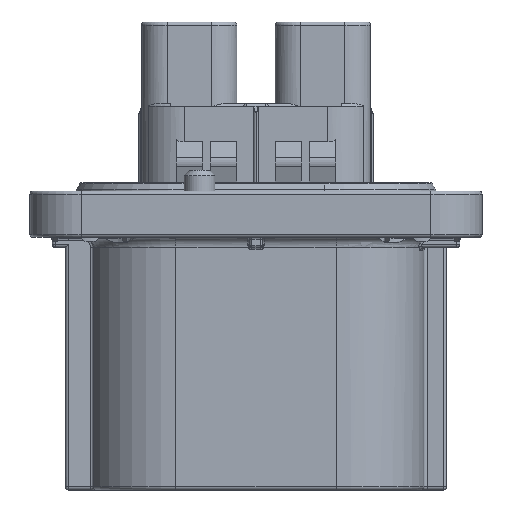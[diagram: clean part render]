
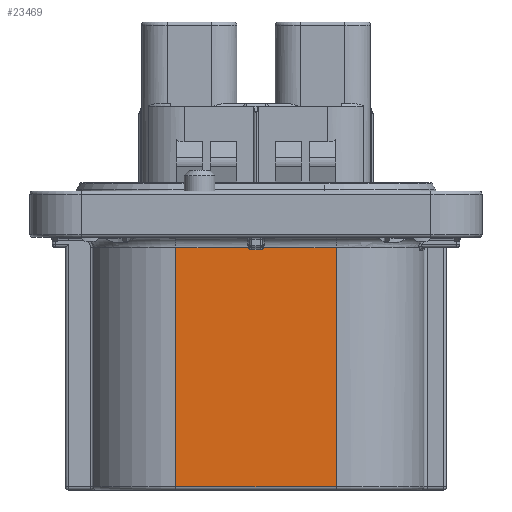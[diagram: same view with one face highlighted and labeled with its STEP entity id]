
A CAD part, front view. The second image highlights one B-rep face of the part: STEP entity #23469.
In plain terms, the highlighted planar face has unit normal (0, -1, 0).
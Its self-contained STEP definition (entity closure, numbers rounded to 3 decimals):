
#220 = ORIENTED_EDGE ( 'NONE', *, *, #82523, .F. ) ;
#1078 = DIRECTION ( 'NONE',  ( 0., 0., 1. ) ) ;
#4315 = ORIENTED_EDGE ( 'NONE', *, *, #57728, .T. ) ;
#6005 = CARTESIAN_POINT ( 'NONE',  ( 9.432, -19.811, 22.965 ) ) ;
#6863 = EDGE_CURVE ( 'NONE', #42171, #33620, #23867, .T. ) ;
#6966 = CARTESIAN_POINT ( 'NONE',  ( 9.432, -19.811, 46.265 ) ) ;
#8047 = VERTEX_POINT ( 'NONE', #58330 ) ;
#14859 = ORIENTED_EDGE ( 'NONE', *, *, #83442, .T. ) ;
#17576 = ORIENTED_EDGE ( 'NONE', *, *, #23163, .T. ) ;
#17904 = EDGE_CURVE ( 'NONE', #52343, #34869, #45180, .T. ) ;
#19479 = DIRECTION ( 'NONE',  ( -1., 0., 0. ) ) ;
#19508 = AXIS2_PLACEMENT_3D ( 'NONE', #61298, #82220, #19479 ) ;
#19765 = DIRECTION ( 'NONE',  ( 0., 1., 0. ) ) ;
#20596 = LINE ( 'NONE', #6966, #27330 ) ;
#23163 = EDGE_CURVE ( 'NONE', #8047, #23819, #86474, .T. ) ;
#23469 = ADVANCED_FACE ( 'NONE', ( #42042 ), #69764, .F. ) ;
#23819 = VERTEX_POINT ( 'NONE', #68762 ) ;
#23867 = LINE ( 'NONE', #44782, #88845 ) ;
#25287 = CIRCLE ( 'NONE', #19508, 0.4 ) ;
#27330 = VECTOR ( 'NONE', #41493, 1000. ) ;
#27949 = VECTOR ( 'NONE', #1078, 1000. ) ;
#30248 = DIRECTION ( 'NONE',  ( 0., 1., 0. ) ) ;
#33620 = VERTEX_POINT ( 'NONE', #64184 ) ;
#34869 = VERTEX_POINT ( 'NONE', #39211 ) ;
#38882 = VECTOR ( 'NONE', #70095, 1000. ) ;
#39211 = CARTESIAN_POINT ( 'NONE',  ( 25.032, -19.811, 22.965 ) ) ;
#41493 = DIRECTION ( 'NONE',  ( -1., 0., 0. ) ) ;
#42042 = FACE_OUTER_BOUND ( 'NONE', #78734, .T. ) ;
#42171 = VERTEX_POINT ( 'NONE', #82696 ) ;
#42372 = LINE ( 'NONE', #82875, #38882 ) ;
#42463 = VERTEX_POINT ( 'NONE', #70923 ) ;
#44326 = DIRECTION ( 'NONE',  ( -1., 0., 0. ) ) ;
#44782 = CARTESIAN_POINT ( 'NONE',  ( 17.832, -19.811, 46.265 ) ) ;
#45180 = LINE ( 'NONE', #58358, #63636 ) ;
#46176 = ORIENTED_EDGE ( 'NONE', *, *, #6863, .T. ) ;
#52343 = VERTEX_POINT ( 'NONE', #6005 ) ;
#52747 = ORIENTED_EDGE ( 'NONE', *, *, #73880, .T. ) ;
#56249 = CARTESIAN_POINT ( 'NONE',  ( 25.032, -19.811, 46.065 ) ) ;
#57556 = DIRECTION ( 'NONE',  ( -1., 0., 0. ) ) ;
#57728 = EDGE_CURVE ( 'NONE', #42463, #8047, #84865, .T. ) ;
#58330 = CARTESIAN_POINT ( 'NONE',  ( 16.832, -19.811, 46.065 ) ) ;
#58358 = CARTESIAN_POINT ( 'NONE',  ( 25.032, -19.811, 22.965 ) ) ;
#60223 = EDGE_CURVE ( 'NONE', #33620, #42463, #25287, .T. ) ;
#61298 = CARTESIAN_POINT ( 'NONE',  ( 17.632, -19.811, 46.465 ) ) ;
#63636 = VECTOR ( 'NONE', #73811, 1000. ) ;
#64184 = CARTESIAN_POINT ( 'NONE',  ( 17.978, -19.811, 46.265 ) ) ;
#64345 = DIRECTION ( 'NONE',  ( -1., 0., 0. ) ) ;
#64636 = CARTESIAN_POINT ( 'NONE',  ( 25.032, -19.811, 22.665 ) ) ;
#64787 = CARTESIAN_POINT ( 'NONE',  ( 16.832, -19.811, 46.465 ) ) ;
#65696 = VECTOR ( 'NONE', #57556, 1000. ) ;
#68762 = CARTESIAN_POINT ( 'NONE',  ( 16.485, -19.811, 46.265 ) ) ;
#69764 = PLANE ( 'NONE',  #87914 ) ;
#70005 = ORIENTED_EDGE ( 'NONE', *, *, #60223, .T. ) ;
#70095 = DIRECTION ( 'NONE',  ( 0., 0., 1. ) ) ;
#70923 = CARTESIAN_POINT ( 'NONE',  ( 17.632, -19.811, 46.065 ) ) ;
#73192 = CARTESIAN_POINT ( 'NONE',  ( 9.432, -19.811, 46.265 ) ) ;
#73811 = DIRECTION ( 'NONE',  ( 1., 0., 0. ) ) ;
#73880 = EDGE_CURVE ( 'NONE', #34869, #42171, #84259, .T. ) ;
#74783 = DIRECTION ( 'NONE',  ( -1., 0., 0. ) ) ;
#76294 = AXIS2_PLACEMENT_3D ( 'NONE', #64787, #30248, #64345 ) ;
#78734 = EDGE_LOOP ( 'NONE', ( #46176, #70005, #4315, #17576, #14859, #220, #88563, #52747 ) ) ;
#80628 = VERTEX_POINT ( 'NONE', #73192 ) ;
#81623 = CARTESIAN_POINT ( 'NONE',  ( 25.032, -19.811, 22.665 ) ) ;
#82220 = DIRECTION ( 'NONE',  ( 0., 1., 0. ) ) ;
#82523 = EDGE_CURVE ( 'NONE', #52343, #80628, #42372, .T. ) ;
#82696 = CARTESIAN_POINT ( 'NONE',  ( 25.032, -19.811, 46.265 ) ) ;
#82875 = CARTESIAN_POINT ( 'NONE',  ( 9.432, -19.811, 22.665 ) ) ;
#83442 = EDGE_CURVE ( 'NONE', #23819, #80628, #20596, .T. ) ;
#84259 = LINE ( 'NONE', #64636, #27949 ) ;
#84865 = LINE ( 'NONE', #56249, #65696 ) ;
#86474 = CIRCLE ( 'NONE', #76294, 0.4 ) ;
#87914 = AXIS2_PLACEMENT_3D ( 'NONE', #81623, #19765, #74783 ) ;
#88563 = ORIENTED_EDGE ( 'NONE', *, *, #17904, .T. ) ;
#88845 = VECTOR ( 'NONE', #44326, 1000. ) ;
